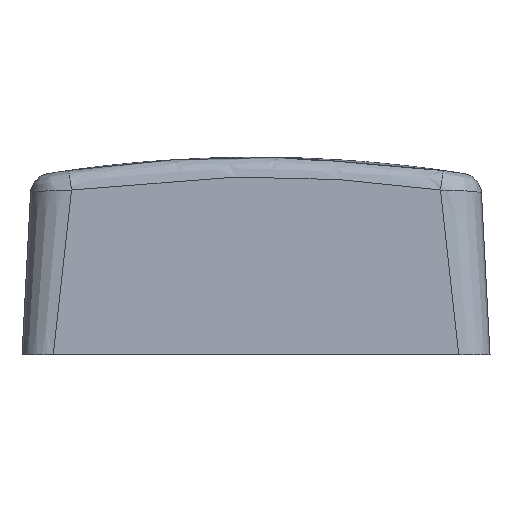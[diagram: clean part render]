
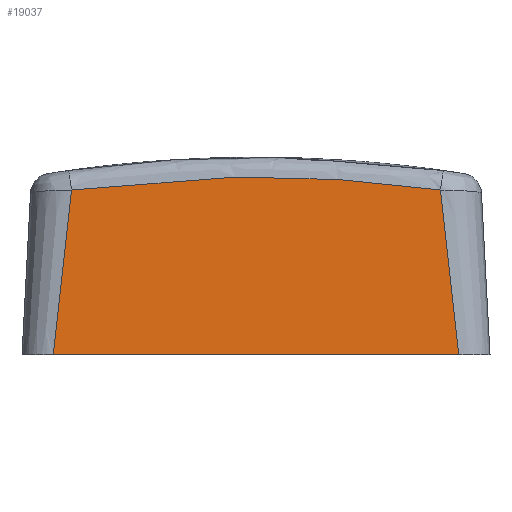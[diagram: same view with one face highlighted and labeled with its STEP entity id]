
A CAD part, front view. The second image highlights one B-rep face of the part: STEP entity #19037.
In plain terms, the highlighted planar face has unit normal (0, -0.999, 0.052).
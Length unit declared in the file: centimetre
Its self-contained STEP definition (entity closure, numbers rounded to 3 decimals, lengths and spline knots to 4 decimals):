
#34=ELLIPSE('',#21226,25.147,25.1125);
#1537=FACE_OUTER_BOUND('',#2763,.T.);
#2763=EDGE_LOOP('',(#15622,#15623,#15624,#15625));
#5140=LINE('',#35102,#6459);
#5143=LINE('',#35149,#6462);
#5165=LINE('',#35413,#6484);
#6459=VECTOR('',#26889,1.0017);
#6462=VECTOR('',#26900,1.0017);
#6484=VECTOR('',#26982,1.);
#7890=VERTEX_POINT('',#35090);
#7892=VERTEX_POINT('',#35100);
#7893=VERTEX_POINT('',#35134);
#7895=VERTEX_POINT('',#35145);
#10439=EDGE_CURVE('',#7892,#7890,#5140,.T.);
#10446=EDGE_CURVE('',#7893,#7895,#5143,.T.);
#10448=EDGE_CURVE('',#7890,#7893,#34,.T.);
#10480=EDGE_CURVE('',#7895,#7892,#5165,.T.);
#15622=ORIENTED_EDGE('',*,*,#10439,.F.);
#15623=ORIENTED_EDGE('',*,*,#10480,.F.);
#15624=ORIENTED_EDGE('',*,*,#10446,.F.);
#15625=ORIENTED_EDGE('',*,*,#10448,.F.);
#16676=PLANE('',#21256);
#19037=ADVANCED_FACE('',(#1537),#16676,.T.);
#21226=AXIS2_PLACEMENT_3D('',#35177,#26904,#26905);
#21256=AXIS2_PLACEMENT_3D('',#35416,#26986,#26987);
#26889=DIRECTION('',(0.11,0.052,0.993));
#26900=DIRECTION('',(0.11,-0.052,-0.993));
#26904=DIRECTION('center_axis',(0.,0.999,-0.052));
#26905=DIRECTION('ref_axis',(0.,0.052,0.999));
#26982=DIRECTION('',(-1.,0.,0.));
#26986=DIRECTION('center_axis',(0.,-0.999,0.052));
#26987=DIRECTION('ref_axis',(1.,0.,0.));
#35090=CARTESIAN_POINT('',(-3.5479,-20.0839,-0.031));
#35100=CARTESIAN_POINT('',(-3.899,-20.25,-3.2));
#35102=CARTESIAN_POINT('',(-3.4339,-20.03,0.9982));
#35134=CARTESIAN_POINT('',(3.5479,-20.0839,-0.031));
#35145=CARTESIAN_POINT('',(3.899,-20.25,-3.2));
#35149=CARTESIAN_POINT('',(3.5246,-20.0729,0.1798));
#35177=CARTESIAN_POINT('Origin',(0.,-21.3868,
-24.8916));
#35413=CARTESIAN_POINT('',(4.5,-20.25,-3.2));
#35416=CARTESIAN_POINT('Origin',(-4.5,-20.0825,-0.0044));
